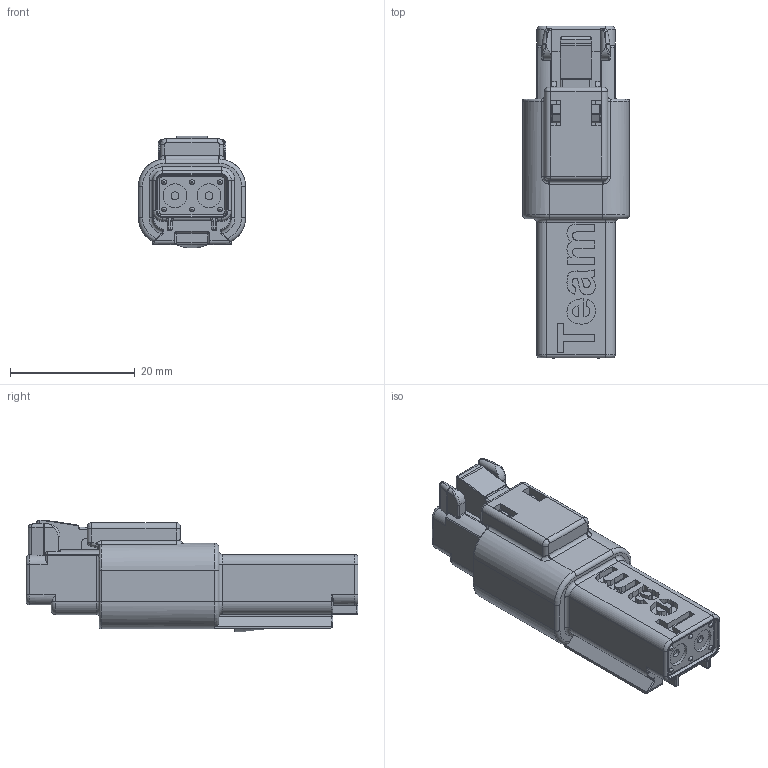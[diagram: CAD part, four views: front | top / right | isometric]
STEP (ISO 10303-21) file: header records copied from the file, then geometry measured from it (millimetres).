
FILE_DESCRIPTION(/* description */ (''),/* implementation_level */ '2;1');
FILE_NAME(/* name */ '12V_Power_Mated.step',/* time_stamp */ '2021-06-02T12:12:14+01:00',/* author */ (''),/* organization */ (''),/* preprocessor_version */ 'ST-DEVELOPER v18.1',/* originating_system */ 'Autodesk Translation Framework v10.9.0.1377',/* authorisation */ '');
FILE_SCHEMA (('AUTOMOTIVE_DESIGN { 1 0 10303 214 3 1 1 }'));
Length unit declared in the file: millimetre
Products named in the file (3): 12V_Power_Mated; DT04-2P v1; DT06-2S v1
Assembly tree (2 placements, depth 2):
  12V_Power_Mated
    DT04-2P v1
    DT06-2S v1
Bounding box: 17.14 x 53.22 x 17.94 mm (x, y, z)
Volume: 8670 mm3; surface area: 5944 mm2
Topology: 2 solids, 2 shells, 1008 faces, 2475 edges, 1511 vertices
Faces by surface type: plane 365, cylinder 331, bspline 148, torus 119, sphere 28, cone 17
Full cylindrical faces by diameter (mm): 1.27 x4, 3 x1, 3.81 x4
Entity records: 43409 total; most frequent: CARTESIAN_POINT 19930, ORIENTED_EDGE 4950, DIRECTION 4860, EDGE_CURVE 2475, AXIS2_PLACEMENT_3D 1765, VERTEX_POINT 1511, LINE 1330, VECTOR 1330
